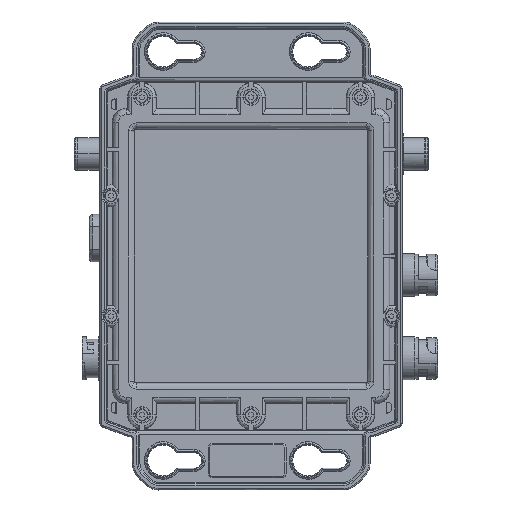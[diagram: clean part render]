
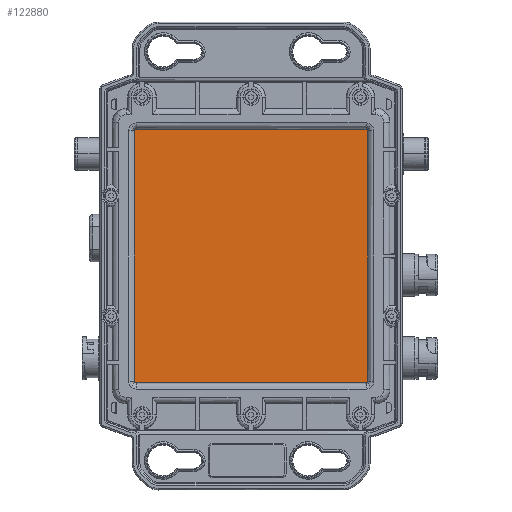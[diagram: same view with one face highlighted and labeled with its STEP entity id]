
A CAD part, front view. The second image highlights one B-rep face of the part: STEP entity #122880.
In plain terms, the highlighted planar face has unit normal (0, -1, 0).
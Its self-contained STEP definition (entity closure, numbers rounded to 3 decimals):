
#100500=CARTESIAN_POINT('',(39.178,-3.1,39.854));
#100501=VERTEX_POINT('',#100500);
#100508=CARTESIAN_POINT('',(39.178,-3.1,-41.357));
#100509=VERTEX_POINT('',#100508);
#100510=CARTESIAN_POINT('',(39.178,-3.1,39.854));
#100511=DIRECTION('',(0.0,0.0,-1.0));
#100512=VECTOR('',#100511,81.211);
#100513=LINE('',#100510,#100512);
#100514=EDGE_CURVE('',#100501,#100509,#100513,.T.);
#100531=CARTESIAN_POINT('',(-35.782,-3.1,40.353));
#100532=VERTEX_POINT('',#100531);
#100539=CARTESIAN_POINT('',(38.679,-3.1,40.353));
#100540=VERTEX_POINT('',#100539);
#100541=CARTESIAN_POINT('',(-35.782,-3.1,40.353));
#100542=DIRECTION('',(1.0,0.0,0.0));
#100543=VECTOR('',#100542,74.461);
#100544=LINE('',#100541,#100543);
#100545=EDGE_CURVE('',#100532,#100540,#100544,.T.);
#100562=CARTESIAN_POINT('',(-36.282,-3.1,-41.357));
#100563=VERTEX_POINT('',#100562);
#100570=CARTESIAN_POINT('',(-36.282,-3.1,39.854));
#100571=VERTEX_POINT('',#100570);
#100572=CARTESIAN_POINT('',(-36.282,-3.1,-41.357));
#100573=DIRECTION('',(0.0,0.0,1.0));
#100574=VECTOR('',#100573,81.211);
#100575=LINE('',#100572,#100574);
#100576=EDGE_CURVE('',#100563,#100571,#100575,.T.);
#100593=CARTESIAN_POINT('',(38.679,-3.1,-41.857));
#100594=VERTEX_POINT('',#100593);
#100601=CARTESIAN_POINT('',(-35.782,-3.1,-41.857));
#100602=VERTEX_POINT('',#100601);
#100603=CARTESIAN_POINT('',(38.679,-3.1,-41.857));
#100604=DIRECTION('',(-1.0,0.0,0.0));
#100605=VECTOR('',#100604,74.461);
#100606=LINE('',#100603,#100605);
#100607=EDGE_CURVE('',#100594,#100602,#100606,.T.);
#112265=CARTESIAN_POINT('',(38.678,-3.1,39.853));
#112266=DIRECTION('',(0.0,-1.,0.0));
#112267=DIRECTION('',(0.707,0.0,0.707));
#112268=AXIS2_PLACEMENT_3D('',#112265,#112266,#112267);
#112269=ELLIPSE('',#112268,0.501,0.5);
#112270=EDGE_CURVE('',#100501,#100540,#112269,.T.);
#112284=CARTESIAN_POINT('',(38.678,-3.1,-41.357));
#112285=DIRECTION('',(0.0,-1.,0.0));
#112286=DIRECTION('',(-0.707,0.0,0.707));
#112287=AXIS2_PLACEMENT_3D('',#112284,#112285,#112286);
#112288=ELLIPSE('',#112287,0.501,0.5);
#112289=EDGE_CURVE('',#100594,#100509,#112288,.T.);
#112303=CARTESIAN_POINT('',(-35.782,-3.1,39.853));
#112304=DIRECTION('',(0.0,-1.,0.0));
#112305=DIRECTION('',(-0.707,0.0,0.707));
#112306=AXIS2_PLACEMENT_3D('',#112303,#112304,#112305);
#112307=ELLIPSE('',#112306,0.501,0.5);
#112308=EDGE_CURVE('',#100532,#100571,#112307,.T.);
#112322=CARTESIAN_POINT('',(-35.782,-3.1,-41.357));
#112323=DIRECTION('',(0.0,-1.,0.0));
#112324=DIRECTION('',(0.707,0.0,0.707));
#112325=AXIS2_PLACEMENT_3D('',#112322,#112323,#112324);
#112326=ELLIPSE('',#112325,0.501,0.5);
#112327=EDGE_CURVE('',#100563,#100602,#112326,.T.);
#122865=CARTESIAN_POINT('',(-45.647,-3.1,-51.56));
#122866=DIRECTION('',(0.0,1.0,0.0));
#122867=DIRECTION('',(0.0,0.0,1.0));
#122868=AXIS2_PLACEMENT_3D('',#122865,#122866,#122867);
#122869=PLANE('',#122868);
#122870=ORIENTED_EDGE('',*,*,#112270,.T.);
#122871=ORIENTED_EDGE('',*,*,#100545,.F.);
#122872=ORIENTED_EDGE('',*,*,#112308,.T.);
#122873=ORIENTED_EDGE('',*,*,#100576,.F.);
#122874=ORIENTED_EDGE('',*,*,#112327,.T.);
#122875=ORIENTED_EDGE('',*,*,#100607,.F.);
#122876=ORIENTED_EDGE('',*,*,#112289,.T.);
#122877=ORIENTED_EDGE('',*,*,#100514,.F.);
#122878=EDGE_LOOP('',(#122870,#122871,#122872,#122873,#122874,#122875,#122876,#122877));
#122879=FACE_OUTER_BOUND('',#122878,.T.);
#122880=ADVANCED_FACE('',(#122879),#122869,.F.);
